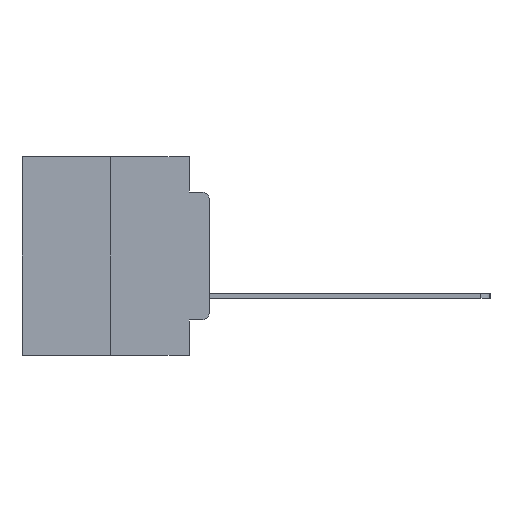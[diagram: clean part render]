
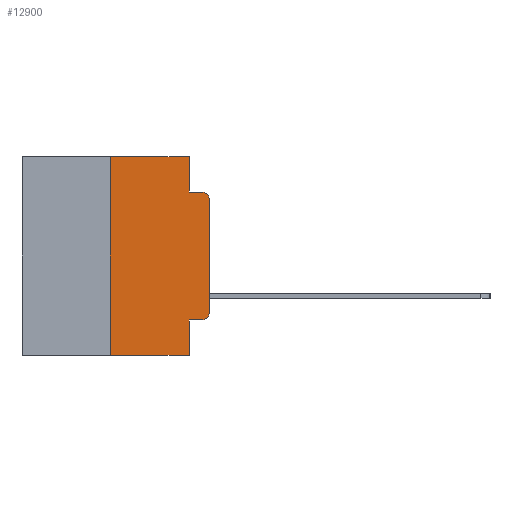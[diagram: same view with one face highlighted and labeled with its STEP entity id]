
A CAD part, left-side view. The second image highlights one B-rep face of the part: STEP entity #12900.
In plain terms, the highlighted planar face has unit normal (-1, 0, 0).
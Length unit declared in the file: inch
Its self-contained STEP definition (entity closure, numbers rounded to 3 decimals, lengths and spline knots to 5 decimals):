
#339 = CARTESIAN_POINT ( 'NONE',  ( 0., 0.02, -0.0885 ) ) ;
#658 = LINE ( 'NONE', #8049, #17740 ) ;
#664 = EDGE_CURVE ( 'NONE', #8846, #11158, #13073, .T. ) ;
#1020 = ORIENTED_EDGE ( 'NONE', *, *, #15560, .F. ) ;
#1505 = VECTOR ( 'NONE', #24464, 39.37008 ) ;
#1587 = CARTESIAN_POINT ( 'NONE',  ( 0., 0.25, -0.5 ) ) ;
#1649 = DIRECTION ( 'NONE',  ( 0., 0., -1. ) ) ;
#2251 = DIRECTION ( 'NONE',  ( 0., 0., 1. ) ) ;
#2297 = VERTEX_POINT ( 'NONE', #18199 ) ;
#3284 = VECTOR ( 'NONE', #21110, 39.37008 ) ;
#3417 = DIRECTION ( 'NONE',  ( -1., 0., 0. ) ) ;
#3705 = ORIENTED_EDGE ( 'NONE', *, *, #8954, .T. ) ;
#4307 = VERTEX_POINT ( 'NONE', #1587 ) ;
#4409 = PLANE ( 'NONE',  #20396 ) ;
#5135 = CARTESIAN_POINT ( 'NONE',  ( 0., 0., -0.3915 ) ) ;
#5186 = VECTOR ( 'NONE', #22484, 39.37008 ) ;
#5544 = EDGE_CURVE ( 'NONE', #23197, #12119, #11840, .T. ) ;
#6549 = DIRECTION ( 'NONE',  ( 1., 0., 0. ) ) ;
#6708 = VECTOR ( 'NONE', #2251, 39.37008 ) ;
#7409 = ORIENTED_EDGE ( 'NONE', *, *, #8423, .F. ) ;
#7660 = CARTESIAN_POINT ( 'NONE',  ( 0., 0.051, -0.4115 ) ) ;
#7962 = EDGE_LOOP ( 'NONE', ( #27115, #16767, #22988, #1020, #12420, #7409, #8094, #19407, #3705, #15761 ) ) ;
#8049 = CARTESIAN_POINT ( 'NONE',  ( 0., 0.473, 0. ) ) ;
#8094 = ORIENTED_EDGE ( 'NONE', *, *, #16298, .T. ) ;
#8210 = LINE ( 'NONE', #15970, #13190 ) ;
#8423 = EDGE_CURVE ( 'NONE', #4307, #14247, #12899, .T. ) ;
#8846 = VERTEX_POINT ( 'NONE', #5135 ) ;
#8897 = CARTESIAN_POINT ( 'NONE',  ( 0., 0., -0.1085 ) ) ;
#8954 = EDGE_CURVE ( 'NONE', #23197, #11449, #10886, .T. ) ;
#9321 = DIRECTION ( 'NONE',  ( 0., 0., -1. ) ) ;
#9565 = DIRECTION ( 'NONE',  ( 0., -1., 0. ) ) ;
#9897 = CARTESIAN_POINT ( 'NONE',  ( 0., 0.051, 0. ) ) ;
#10545 = CARTESIAN_POINT ( 'NONE',  ( 0., 0.051, -0.0885 ) ) ;
#10886 = LINE ( 'NONE', #7660, #5186 ) ;
#11158 = VERTEX_POINT ( 'NONE', #8897 ) ;
#11278 = VECTOR ( 'NONE', #9321, 39.37008 ) ;
#11449 = VERTEX_POINT ( 'NONE', #12039 ) ;
#11840 = LINE ( 'NONE', #9897, #16848 ) ;
#11984 = CARTESIAN_POINT ( 'NONE',  ( 0., 0., 0. ) ) ;
#12039 = CARTESIAN_POINT ( 'NONE',  ( 0., 0.02, -0.4115 ) ) ;
#12119 = VERTEX_POINT ( 'NONE', #18530 ) ;
#12420 = ORIENTED_EDGE ( 'NONE', *, *, #13275, .F. ) ;
#12899 = LINE ( 'NONE', #20330, #1505 ) ;
#12900 = ADVANCED_FACE ( 'NONE', ( #26442 ), #4409, .F. ) ;
#13073 = LINE ( 'NONE', #11984, #6708 ) ;
#13190 = VECTOR ( 'NONE', #9565, 39.37008 ) ;
#13275 = EDGE_CURVE ( 'NONE', #14247, #16403, #658, .T. ) ;
#14247 = VERTEX_POINT ( 'NONE', #25990 ) ;
#14506 = DIRECTION ( 'NONE',  ( -1., 0., 0. ) ) ;
#15560 = EDGE_CURVE ( 'NONE', #16403, #2297, #16269, .T. ) ;
#15761 = ORIENTED_EDGE ( 'NONE', *, *, #26345, .T. ) ;
#15970 = CARTESIAN_POINT ( 'NONE',  ( 0., 0.473, -0.5 ) ) ;
#16239 = CARTESIAN_POINT ( 'NONE',  ( 0., 0.02, -0.3915 ) ) ;
#16269 = LINE ( 'NONE', #21990, #11278 ) ;
#16298 = EDGE_CURVE ( 'NONE', #4307, #12119, #8210, .T. ) ;
#16403 = VERTEX_POINT ( 'NONE', #22500 ) ;
#16767 = ORIENTED_EDGE ( 'NONE', *, *, #22601, .T. ) ;
#16848 = VECTOR ( 'NONE', #22550, 39.37008 ) ;
#17740 = VECTOR ( 'NONE', #22850, 39.37008 ) ;
#18199 = CARTESIAN_POINT ( 'NONE',  ( 0., 0.051, -0.0885 ) ) ;
#18388 = DIRECTION ( 'NONE',  ( 0., 0., -1. ) ) ;
#18530 = CARTESIAN_POINT ( 'NONE',  ( 0., 0.051, -0.5 ) ) ;
#18997 = VERTEX_POINT ( 'NONE', #339 ) ;
#19002 = LINE ( 'NONE', #10545, #3284 ) ;
#19333 = CARTESIAN_POINT ( 'NONE',  ( 0., 0.473, 0. ) ) ;
#19407 = ORIENTED_EDGE ( 'NONE', *, *, #5544, .F. ) ;
#20330 = CARTESIAN_POINT ( 'NONE',  ( 0., 0.25, 0. ) ) ;
#20396 = AXIS2_PLACEMENT_3D ( 'NONE', #19333, #6549, #21431 ) ;
#20572 = CARTESIAN_POINT ( 'NONE',  ( 0., 0.051, -0.4115 ) ) ;
#20643 = AXIS2_PLACEMENT_3D ( 'NONE', #16239, #3417, #18388 ) ;
#21110 = DIRECTION ( 'NONE',  ( 0., -1., 0. ) ) ;
#21228 = EDGE_CURVE ( 'NONE', #2297, #18997, #19002, .T. ) ;
#21431 = DIRECTION ( 'NONE',  ( 0., 0., -1. ) ) ;
#21929 = AXIS2_PLACEMENT_3D ( 'NONE', #26953, #14506, #1649 ) ;
#21990 = CARTESIAN_POINT ( 'NONE',  ( 0., 0.051, 0. ) ) ;
#22484 = DIRECTION ( 'NONE',  ( 0., -1., 0. ) ) ;
#22500 = CARTESIAN_POINT ( 'NONE',  ( 0., 0.051, 0. ) ) ;
#22550 = DIRECTION ( 'NONE',  ( 0., 0., -1. ) ) ;
#22601 = EDGE_CURVE ( 'NONE', #11158, #18997, #25366, .T. ) ;
#22850 = DIRECTION ( 'NONE',  ( 0., -1., 0. ) ) ;
#22988 = ORIENTED_EDGE ( 'NONE', *, *, #21228, .F. ) ;
#23197 = VERTEX_POINT ( 'NONE', #20572 ) ;
#23833 = CIRCLE ( 'NONE', #20643, 0.02 ) ;
#24464 = DIRECTION ( 'NONE',  ( 0., 0., 1. ) ) ;
#25366 = CIRCLE ( 'NONE', #21929, 0.02 ) ;
#25990 = CARTESIAN_POINT ( 'NONE',  ( 0., 0.25, 0. ) ) ;
#26345 = EDGE_CURVE ( 'NONE', #11449, #8846, #23833, .T. ) ;
#26442 = FACE_OUTER_BOUND ( 'NONE', #7962, .T. ) ;
#26953 = CARTESIAN_POINT ( 'NONE',  ( 0., 0.02, -0.1085 ) ) ;
#27115 = ORIENTED_EDGE ( 'NONE', *, *, #664, .T. ) ;
